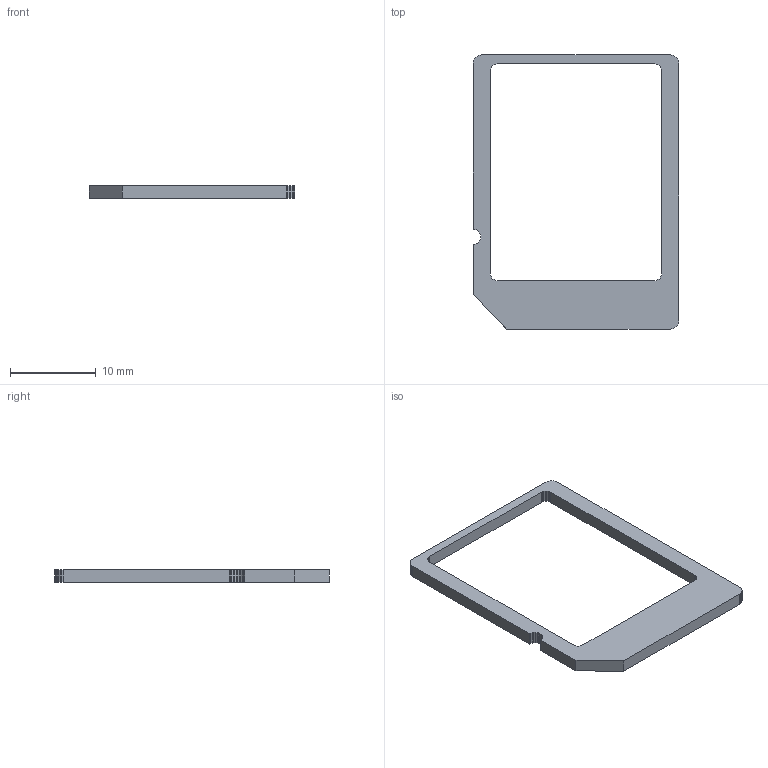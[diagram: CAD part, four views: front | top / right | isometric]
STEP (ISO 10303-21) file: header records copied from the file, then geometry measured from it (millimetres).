
FILE_DESCRIPTION(('KiCad electronic assembly'),'2;1');
FILE_NAME('SD_stiffener.step','2023-05-13T13:34:15',('Pcbnew'),('Kicad') ,'Open CASCADE STEP processor 7.6','KiCad to STEP converter','Unknown' );
FILE_SCHEMA(('AUTOMOTIVE_DESIGN { 1 0 10303 214 1 1 1 1 }'));
Length unit declared in the file: millimetre
Products named in the file (2): SD_stiffener 1; PCB
Assembly tree (1 placements, depth 2):
  SD_stiffener 1
    PCB
Bounding box: 24 x 32 x 1.48 mm (x, y, z)
Volume: 374.3 mm3; surface area: 799.8 mm2
Topology: 1 solids, 1 shells, 79 faces, 231 edges, 154 vertices
Faces by surface type: plane 79
Entity records: 5619 total; most frequent: CARTESIAN_POINT 928, DIRECTION 855, LINE 693, VECTOR 693, ORIENTED_EDGE 462, PCURVE 462, DEFINITIONAL_REPRESENTATION 462, EDGE_CURVE 231
